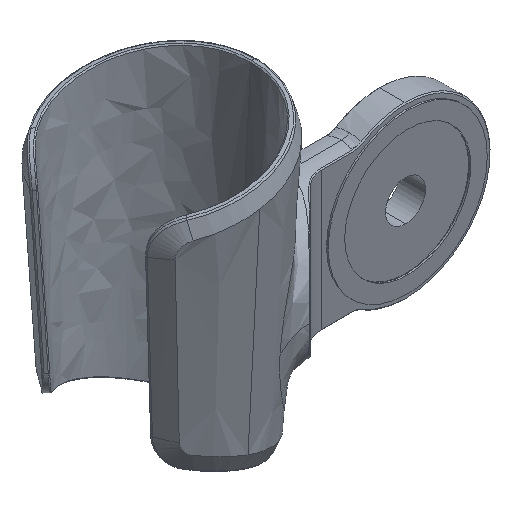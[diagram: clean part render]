
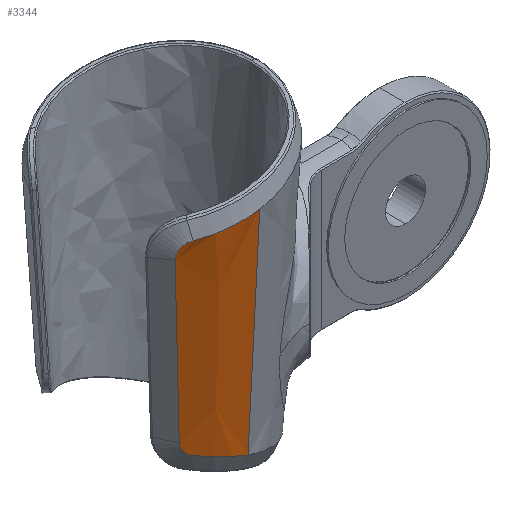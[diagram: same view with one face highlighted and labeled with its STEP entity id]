
A CAD part, isometric view. The second image highlights one B-rep face of the part: STEP entity #3344.
In plain terms, the highlighted conical face has half-angle 3.073 degrees and reference radius 18.311 mm.
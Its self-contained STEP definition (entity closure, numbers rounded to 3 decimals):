
#363 = CARTESIAN_POINT ( 'NONE',  ( -9.422, -15.384, -112.19 ) ) ;
#404 = CARTESIAN_POINT ( 'NONE',  ( -11.227, -13.924, -115.051 ) ) ;
#462 = B_SPLINE_CURVE_WITH_KNOTS ( 'NONE', 3,
 ( #1612, #7106, #7145, #10942 ),
 .UNSPECIFIED., .F., .F.,
 ( 4, 4 ),
 ( 0.036, 0.066 ),
 .UNSPECIFIED. ) ;
#513 = CARTESIAN_POINT ( 'NONE',  ( -9.422, -15.384, -112.19 ) ) ;
#526 = EDGE_CURVE ( 'NONE', #6924, #8857, #10629, .T. ) ;
#664 = VECTOR ( 'NONE', #10987, 1000. ) ;
#879 = CARTESIAN_POINT ( 'NONE',  ( -8.708, -15.813, -112.064 ) ) ;
#933 = CARTESIAN_POINT ( 'NONE',  ( -0.702, -16.004, -150.117 ) ) ;
#950 = LINE ( 'NONE', #3274, #664 ) ;
#1255 = CARTESIAN_POINT ( 'NONE',  ( -9.65, -13.102, -145.129 ) ) ;
#1612 = CARTESIAN_POINT ( 'NONE',  ( -9.65, -13.102, -145.129 ) ) ;
#1626 = VERTEX_POINT ( 'NONE', #2709 ) ;
#2656 = ORIENTED_EDGE ( 'NONE', *, *, #10154, .F. ) ;
#2681 = CARTESIAN_POINT ( 'NONE',  ( -1.405, -15.972, -149.861 ) ) ;
#2709 = CARTESIAN_POINT ( 'NONE',  ( -9.65, -13.102, -145.129 ) ) ;
#2750 = CARTESIAN_POINT ( 'NONE',  ( -2.068, -17.996, -110.895 ) ) ;
#2848 = CARTESIAN_POINT ( 'NONE',  ( -2.46, -15.852, -149.477 ) ) ;
#2868 = CARTESIAN_POINT ( 'NONE',  ( -9.074, -13.403, -146.747 ) ) ;
#3010 = CARTESIAN_POINT ( 'NONE',  ( 0., -15.99, -150.373 ) ) ;
#3274 = CARTESIAN_POINT ( 'NONE',  ( 0., -18.311, -107.15 ) ) ;
#3344 = ADVANCED_FACE ( 'NONE', ( #10726 ), #8338, .T. ) ;
#3696 = CARTESIAN_POINT ( 'NONE',  ( -0.412, -18.126, -110.602 ) ) ;
#3775 = CARTESIAN_POINT ( 'NONE',  ( 0., -18.129, -110.53 ) ) ;
#3791 = CARTESIAN_POINT ( 'NONE',  ( -3.513, -15.674, -149.094 ) ) ;
#3812 = CARTESIAN_POINT ( 'NONE',  ( -9.466, -13.172, -146.138 ) ) ;
#3992 = VERTEX_POINT ( 'NONE', #9706 ) ;
#4112 = VERTEX_POINT ( 'NONE', #513 ) ;
#4293 = CARTESIAN_POINT ( 'NONE',  ( -9.706, -15.207, -112.243 ) ) ;
#4652 = CARTESIAN_POINT ( 'NONE',  ( 0., -15.99, -150.373 ) ) ;
#4690 = CARTESIAN_POINT ( 'NONE',  ( -3.859, -15.599, -148.969 ) ) ;
#5517 = CARTESIAN_POINT ( 'NONE',  ( -5.68, -17.18, -111.53 ) ) ;
#5528 = CARTESIAN_POINT ( 'NONE',  ( -2.813, -15.801, -149.349 ) ) ;
#5644 = CARTESIAN_POINT ( 'NONE',  ( -6.892, -14.649, -147.866 ) ) ;
#5823 = EDGE_CURVE ( 'NONE', #6924, #3992, #950, .T. ) ;
#5981 = CARTESIAN_POINT ( 'NONE',  ( 0., 0., -107.15 ) ) ;
#6491 = CARTESIAN_POINT ( 'NONE',  ( -1.653, -18.043, -110.822 ) ) ;
#6616 = CARTESIAN_POINT ( 'NONE',  ( -8.363, -13.822, -147.329 ) ) ;
#6921 = CARTESIAN_POINT ( 'NONE',  ( -9.623, -13.087, -145.64 ) ) ;
#6924 = VERTEX_POINT ( 'NONE', #3010 ) ;
#7022 = CARTESIAN_POINT ( 'NONE',  ( -11.217, -13.979, -114.382 ) ) ;
#7043 = CARTESIAN_POINT ( 'NONE',  ( -11.227, -13.924, -115.051 ) ) ;
#7106 = CARTESIAN_POINT ( 'NONE',  ( -10.175, -13.383, -135.103 ) ) ;
#7145 = CARTESIAN_POINT ( 'NONE',  ( -10.701, -13.657, -125.078 ) ) ;
#7187 = DIRECTION ( 'NONE',  ( 0., 0., 1. ) ) ;
#7276 = B_SPLINE_CURVE_WITH_KNOTS ( 'NONE', 3,
 ( #11100, #8376, #879, #11294, #11177, #9371, #5517, #12178, #11252, #2750, #6491, #7412, #3696, #3775 ),
 .UNSPECIFIED., .F., .F.,
 ( 4, 2, 2, 2, 2, 2, 4 ),
 ( 0.022, 0.023, 0.024, 0.027, 0.03, 0.031, 0.032 ),
 .UNSPECIFIED. ) ;
#7412 = CARTESIAN_POINT ( 'NONE',  ( -0.825, -18.108, -110.675 ) ) ;
#7565 = CARTESIAN_POINT ( 'NONE',  ( -8.559, -13.709, -147.217 ) ) ;
#7791 = VERTEX_POINT ( 'NONE', #7043 ) ;
#7858 = ORIENTED_EDGE ( 'NONE', *, *, #10086, .F. ) ;
#7917 = CARTESIAN_POINT ( 'NONE',  ( -11.069, -14.14, -113.739 ) ) ;
#7977 = B_SPLINE_CURVE_WITH_KNOTS ( 'NONE', 3,
 ( #404, #8039, #7022, #7917, #11694, #9934, #10898, #9847, #4293, #363 ),
 .UNSPECIFIED., .F., .F.,
 ( 4, 2, 2, 2, 4 ),
 ( 0.005, 0.006, 0.007, 0.008, 0.009 ),
 .UNSPECIFIED. ) ;
#8039 = CARTESIAN_POINT ( 'NONE',  ( -11.245, -13.933, -114.713 ) ) ;
#8050 = CARTESIAN_POINT ( 'NONE',  ( -8.151, -13.941, -147.406 ) ) ;
#8202 = AXIS2_PLACEMENT_3D ( 'NONE', #5981, #7187, #9062 ) ;
#8338 = CONICAL_SURFACE ( 'NONE', #8202, 18.311, 0.054 ) ;
#8349 = CARTESIAN_POINT ( 'NONE',  ( -8.151, -13.941, -147.406 ) ) ;
#8376 = CARTESIAN_POINT ( 'NONE',  ( -9.068, -15.605, -112.128 ) ) ;
#8466 = EDGE_LOOP ( 'NONE', ( #10751, #10631, #11566, #2656, #7858, #8829 ) ) ;
#8497 = CARTESIAN_POINT ( 'NONE',  ( -8.917, -13.497, -146.924 ) ) ;
#8829 = ORIENTED_EDGE ( 'NONE', *, *, #11607, .F. ) ;
#8857 = VERTEX_POINT ( 'NONE', #8050 ) ;
#8998 = B_SPLINE_CURVE_WITH_KNOTS ( 'NONE', 3,
 ( #10581, #6616, #7565, #8497, #2868, #3812, #6921, #1255 ),
 .UNSPECIFIED., .F., .F.,
 ( 4, 2, 2, 4 ),
 ( 0., 0.001, 0.002, 0.003 ),
 .UNSPECIFIED. ) ;
#9062 = DIRECTION ( 'NONE',  ( 0., -1., 0. ) ) ;
#9371 = CARTESIAN_POINT ( 'NONE',  ( -6.455, -16.896, -111.667 ) ) ;
#9437 = EDGE_CURVE ( 'NONE', #4112, #3992, #7276, .T. ) ;
#9706 = CARTESIAN_POINT ( 'NONE',  ( 0., -18.129, -110.53 ) ) ;
#9847 = CARTESIAN_POINT ( 'NONE',  ( -9.967, -15.029, -112.351 ) ) ;
#9934 = CARTESIAN_POINT ( 'NONE',  ( -10.639, -14.523, -112.908 ) ) ;
#10086 = EDGE_CURVE ( 'NONE', #1626, #7791, #462, .T. ) ;
#10154 = EDGE_CURVE ( 'NONE', #7791, #4112, #7977, .T. ) ;
#10259 = CARTESIAN_POINT ( 'NONE',  ( -5.574, -15.169, -148.345 ) ) ;
#10581 = CARTESIAN_POINT ( 'NONE',  ( -8.151, -13.941, -147.406 ) ) ;
#10629 = B_SPLINE_CURVE_WITH_KNOTS ( 'NONE', 3,
 ( #4652, #933, #2681, #2848, #5528, #3791, #4690, #10259, #5644, #8349 ),
 .UNSPECIFIED., .F., .F.,
 ( 4, 2, 2, 2, 4 ),
 ( 0.047, 0.049, 0.051, 0.052, 0.056 ),
 .UNSPECIFIED. ) ;
#10631 = ORIENTED_EDGE ( 'NONE', *, *, #5823, .T. ) ;
#10726 = FACE_OUTER_BOUND ( 'NONE', #8466, .T. ) ;
#10751 = ORIENTED_EDGE ( 'NONE', *, *, #526, .F. ) ;
#10898 = CARTESIAN_POINT ( 'NONE',  ( -10.441, -14.682, -112.69 ) ) ;
#10942 = CARTESIAN_POINT ( 'NONE',  ( -11.227, -13.924, -115.051 ) ) ;
#10987 = DIRECTION ( 'NONE',  ( 0., -0.054, 0.999 ) ) ;
#11100 = CARTESIAN_POINT ( 'NONE',  ( -9.422, -15.384, -112.19 ) ) ;
#11177 = CARTESIAN_POINT ( 'NONE',  ( -7.595, -16.388, -111.868 ) ) ;
#11252 = CARTESIAN_POINT ( 'NONE',  ( -3.296, -17.815, -111.111 ) ) ;
#11294 = CARTESIAN_POINT ( 'NONE',  ( -7.972, -16.204, -111.934 ) ) ;
#11566 = ORIENTED_EDGE ( 'NONE', *, *, #9437, .F. ) ;
#11607 = EDGE_CURVE ( 'NONE', #8857, #1626, #8998, .T. ) ;
#11694 = CARTESIAN_POINT ( 'NONE',  ( -10.954, -14.251, -113.442 ) ) ;
#12178 = CARTESIAN_POINT ( 'NONE',  ( -4.101, -17.639, -111.252 ) ) ;
